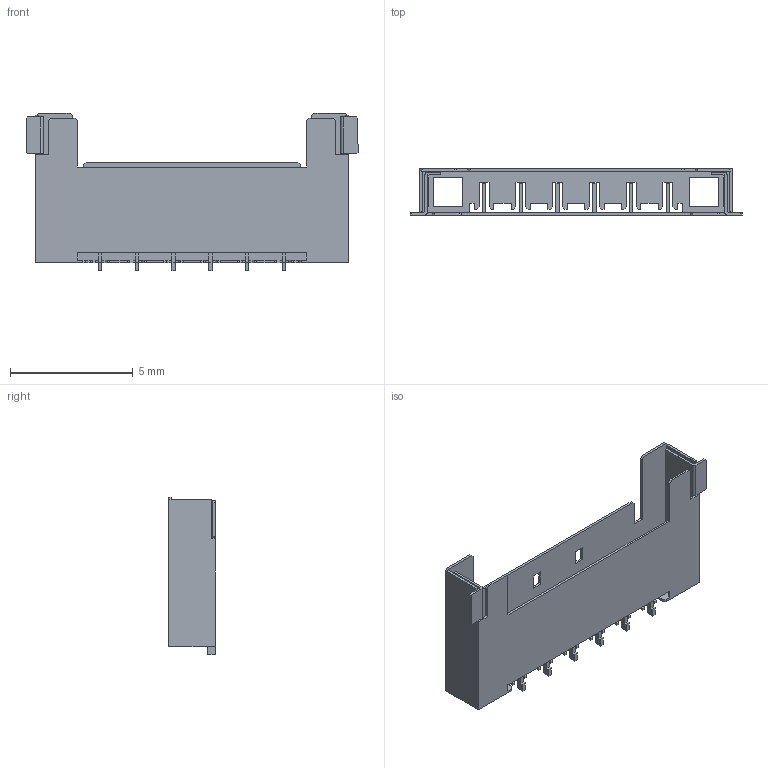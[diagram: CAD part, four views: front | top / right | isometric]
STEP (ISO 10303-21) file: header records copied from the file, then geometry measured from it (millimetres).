
FILE_DESCRIPTION(/* description */ (''),/* implementation_level */ '2;1');
FILE_NAME(/* name */ 'Molex_504050-0691.stp',/* time_stamp */ '2019-10-09T15:03:59+05:00',/* author */ ('Aleksandr'),/* organization */ (''),/* preprocessor_version */ 'ST-DEVELOPER v18',/* originating_system */ 'Autodesk Inventor 2020',/* authorisation */ '');
FILE_SCHEMA (('AUTOMOTIVE_DESIGN { 1 0 10303 214 3 1 1 }'));
Length unit declared in the file: millimetre
Products named in the file (1): Molex_504050-0691
Bounding box: 13.55 x 1.9 x 6.44 mm (x, y, z)
Volume: 16.8 mm3; surface area: 347.6 mm2
Topology: 7 solids, 7 shells, 237 faces, 677 edges, 452 vertices
Faces by surface type: plane 229, cylinder 8
Entity records: 7777 total; most frequent: CARTESIAN_POINT 1367, ORIENTED_EDGE 1354, DIRECTION 1169, EDGE_CURVE 677, LINE 661, VECTOR 661, VERTEX_POINT 452, AXIS2_PLACEMENT_3D 254
